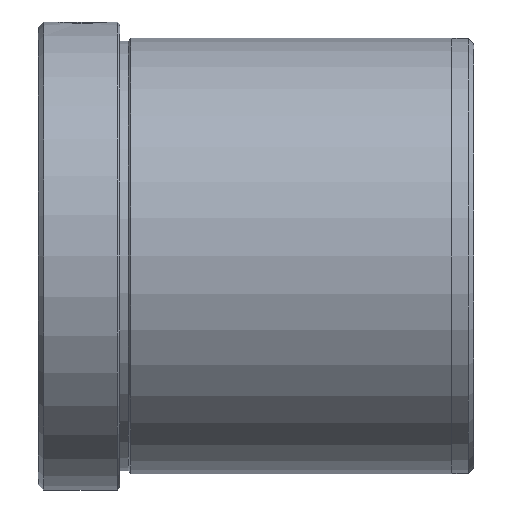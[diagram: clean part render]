
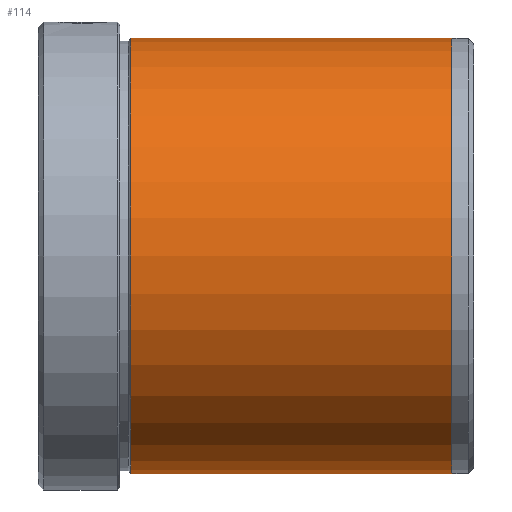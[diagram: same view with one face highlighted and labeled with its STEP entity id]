
A CAD part, left-side view. The second image highlights one B-rep face of the part: STEP entity #114.
In plain terms, the highlighted cylindrical face has radius 40 mm (diameter 80 mm), a partial arc.
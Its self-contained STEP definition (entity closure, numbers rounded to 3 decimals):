
#24 = VERTEX_POINT ( 'NONE', #173 ) ;
#69 = DIRECTION ( 'NONE',  ( 0., 1., 0. ) ) ;
#74 = CIRCLE ( 'NONE', #919, 40. ) ;
#114 = ADVANCED_FACE ( 'NONE', ( #1768 ), #659, .T. ) ;
#115 = AXIS2_PLACEMENT_3D ( 'NONE', #1155, #302, #1292 ) ;
#145 = CARTESIAN_POINT ( 'NONE',  ( 0., -17., 40. ) ) ;
#173 = CARTESIAN_POINT ( 'NONE',  ( 0., -76., -40. ) ) ;
#200 = CARTESIAN_POINT ( 'NONE',  ( 0., 0., -40. ) ) ;
#203 = VERTEX_POINT ( 'NONE', #719 ) ;
#261 = DIRECTION ( 'NONE',  ( 0., 1., 0. ) ) ;
#268 = CARTESIAN_POINT ( 'NONE',  ( 0., 0., 0. ) ) ;
#302 = DIRECTION ( 'NONE',  ( 0., 1., 0. ) ) ;
#354 = EDGE_CURVE ( 'NONE', #203, #24, #74, .T. ) ;
#433 = DIRECTION ( 'NONE',  ( 0., 0., 1. ) ) ;
#475 = CIRCLE ( 'NONE', #115, 40. ) ;
#659 = CYLINDRICAL_SURFACE ( 'NONE', #1603, 40. ) ;
#719 = CARTESIAN_POINT ( 'NONE',  ( 0., -76., 40. ) ) ;
#721 = CARTESIAN_POINT ( 'NONE',  ( 0., 0., 40. ) ) ;
#787 = ORIENTED_EDGE ( 'NONE', *, *, #1634, .F. ) ;
#809 = VECTOR ( 'NONE', #69, 1000. ) ;
#919 = AXIS2_PLACEMENT_3D ( 'NONE', #1254, #1115, #977 ) ;
#970 = VERTEX_POINT ( 'NONE', #145 ) ;
#977 = DIRECTION ( 'NONE',  ( 0., 0., -1. ) ) ;
#982 = EDGE_CURVE ( 'NONE', #203, #970, #1628, .T. ) ;
#1001 = CARTESIAN_POINT ( 'NONE',  ( 0., -17., -40. ) ) ;
#1033 = EDGE_CURVE ( 'NONE', #1346, #970, #475, .T. ) ;
#1083 = ORIENTED_EDGE ( 'NONE', *, *, #354, .F. ) ;
#1115 = DIRECTION ( 'NONE',  ( 0., -1., 0. ) ) ;
#1155 = CARTESIAN_POINT ( 'NONE',  ( 0., -17., 0. ) ) ;
#1183 = LINE ( 'NONE', #200, #809 ) ;
#1254 = CARTESIAN_POINT ( 'NONE',  ( 0., -76., 0. ) ) ;
#1292 = DIRECTION ( 'NONE',  ( 0., 0., 1. ) ) ;
#1322 = VECTOR ( 'NONE', #1685, 1000. ) ;
#1346 = VERTEX_POINT ( 'NONE', #1001 ) ;
#1383 = ORIENTED_EDGE ( 'NONE', *, *, #1033, .F. ) ;
#1527 = EDGE_LOOP ( 'NONE', ( #787, #1083, #1633, #1383 ) ) ;
#1603 = AXIS2_PLACEMENT_3D ( 'NONE', #268, #261, #433 ) ;
#1628 = LINE ( 'NONE', #721, #1322 ) ;
#1633 = ORIENTED_EDGE ( 'NONE', *, *, #982, .T. ) ;
#1634 = EDGE_CURVE ( 'NONE', #24, #1346, #1183, .T. ) ;
#1685 = DIRECTION ( 'NONE',  ( 0., 1., 0. ) ) ;
#1768 = FACE_OUTER_BOUND ( 'NONE', #1527, .T. ) ;
